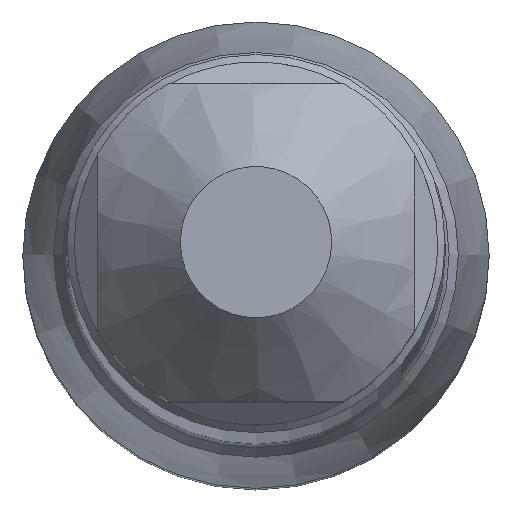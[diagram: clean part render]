
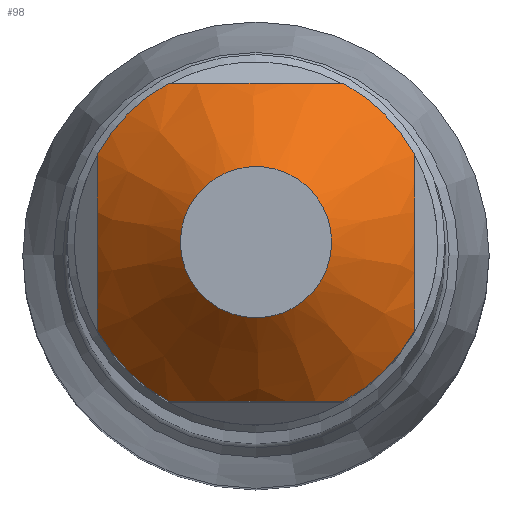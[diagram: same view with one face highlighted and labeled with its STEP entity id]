
A CAD part, top view. The second image highlights one B-rep face of the part: STEP entity #98.
In plain terms, the highlighted conical face has half-angle 45 degrees and reference radius 0.5 mm.
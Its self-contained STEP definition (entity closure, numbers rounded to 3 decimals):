
#98=ADVANCED_FACE('',(#126,#127),#120,.T.);
#120=CONICAL_SURFACE('',#378,0.5,45.);
#126=FACE_BOUND('',#146,.T.);
#127=FACE_BOUND('',#147,.T.);
#146=EDGE_LOOP('',(#178));
#147=EDGE_LOOP('',(#179,#180,#181,#182,#183,#184,#185,#186));
#178=ORIENTED_EDGE('',*,*,#275,.F.);
#179=ORIENTED_EDGE('',*,*,#276,.T.);
#180=ORIENTED_EDGE('',*,*,#277,.T.);
#181=ORIENTED_EDGE('',*,*,#278,.T.);
#182=ORIENTED_EDGE('',*,*,#279,.T.);
#183=ORIENTED_EDGE('',*,*,#280,.T.);
#184=ORIENTED_EDGE('',*,*,#281,.T.);
#185=ORIENTED_EDGE('',*,*,#282,.T.);
#186=ORIENTED_EDGE('',*,*,#283,.T.);
#248=VERTEX_POINT('',#546);
#249=VERTEX_POINT('',#548);
#250=VERTEX_POINT('',#549);
#251=VERTEX_POINT('',#554);
#252=VERTEX_POINT('',#556);
#253=VERTEX_POINT('',#561);
#254=VERTEX_POINT('',#563);
#255=VERTEX_POINT('',#568);
#256=VERTEX_POINT('',#570);
#275=EDGE_CURVE('',#248,#248,#310,.T.);
#276=EDGE_CURVE('',#249,#250,#311,.T.);
#277=EDGE_CURVE('',#250,#251,#334,.T.);
#278=EDGE_CURVE('',#251,#252,#312,.T.);
#279=EDGE_CURVE('',#252,#253,#335,.T.);
#280=EDGE_CURVE('',#253,#254,#313,.T.);
#281=EDGE_CURVE('',#254,#255,#336,.T.);
#282=EDGE_CURVE('',#255,#256,#314,.T.);
#283=EDGE_CURVE('',#256,#249,#337,.T.);
#310=CIRCLE('',#373,0.5);
#311=CIRCLE('',#374,1.2);
#312=CIRCLE('',#375,1.2);
#313=CIRCLE('',#376,1.2);
#314=CIRCLE('',#377,1.2);
#334=B_SPLINE_CURVE_WITH_KNOTS('',3,(#550,#551,#552,#553),.UNSPECIFIED.,
 .F.,.F.,(4,4),(0.,1.),.UNSPECIFIED.);
#335=B_SPLINE_CURVE_WITH_KNOTS('',3,(#557,#558,#559,#560),.UNSPECIFIED.,
 .F.,.F.,(4,4),(0.,1.),.UNSPECIFIED.);
#336=B_SPLINE_CURVE_WITH_KNOTS('',3,(#564,#565,#566,#567),.UNSPECIFIED.,
 .F.,.F.,(4,4),(0.,1.),.UNSPECIFIED.);
#337=B_SPLINE_CURVE_WITH_KNOTS('',3,(#571,#572,#573,#574),.UNSPECIFIED.,
 .F.,.F.,(4,4),(0.,1.),.UNSPECIFIED.);
#373=AXIS2_PLACEMENT_3D('',#545,#422,#423);
#374=AXIS2_PLACEMENT_3D('',#547,#424,#425);
#375=AXIS2_PLACEMENT_3D('',#555,#426,#427);
#376=AXIS2_PLACEMENT_3D('',#562,#428,#429);
#377=AXIS2_PLACEMENT_3D('',#569,#430,#431);
#378=AXIS2_PLACEMENT_3D('',#575,#432,#433);
#422=DIRECTION('',(0.,0.,1.));
#423=DIRECTION('',(1.,0.,0.));
#424=DIRECTION('',(0.,0.,1.));
#425=DIRECTION('',(-1.,0.,0.));
#426=DIRECTION('',(0.,0.,1.));
#427=DIRECTION('',(-1.,0.,0.));
#428=DIRECTION('',(0.,0.,1.));
#429=DIRECTION('',(-1.,0.,0.));
#430=DIRECTION('',(0.,0.,1.));
#431=DIRECTION('',(-1.,0.,0.));
#432=DIRECTION('',(0.,0.,-1.));
#433=DIRECTION('',(-1.,0.,0.));
#545=CARTESIAN_POINT('',(0.,0.,0.));
#546=CARTESIAN_POINT('',(0.5,0.,0.));
#547=CARTESIAN_POINT('',(0.,0.,-0.7));
#548=CARTESIAN_POINT('',(0.581,-1.05,-0.7));
#549=CARTESIAN_POINT('',(1.05,-0.581,-0.7));
#550=CARTESIAN_POINT('',(1.05,-0.581,-0.7));
#551=CARTESIAN_POINT('',(1.05,-0.218,-0.524));
#552=CARTESIAN_POINT('',(1.05,0.217,-0.524));
#553=CARTESIAN_POINT('',(1.05,0.581,-0.7));
#554=CARTESIAN_POINT('',(1.05,0.581,-0.7));
#555=CARTESIAN_POINT('',(0.,0.,-0.7));
#556=CARTESIAN_POINT('',(0.581,1.05,-0.7));
#557=CARTESIAN_POINT('',(0.581,1.05,-0.7));
#558=CARTESIAN_POINT('',(0.218,1.05,-0.524));
#559=CARTESIAN_POINT('',(-0.217,1.05,-0.524));
#560=CARTESIAN_POINT('',(-0.581,1.05,-0.7));
#561=CARTESIAN_POINT('',(-0.581,1.05,-0.7));
#562=CARTESIAN_POINT('',(0.,0.,-0.7));
#563=CARTESIAN_POINT('',(-1.05,0.581,-0.7));
#564=CARTESIAN_POINT('',(-1.05,0.581,-0.7));
#565=CARTESIAN_POINT('',(-1.05,0.217,-0.524));
#566=CARTESIAN_POINT('',(-1.05,-0.218,-0.524));
#567=CARTESIAN_POINT('',(-1.05,-0.581,-0.7));
#568=CARTESIAN_POINT('',(-1.05,-0.581,-0.7));
#569=CARTESIAN_POINT('',(0.,0.,-0.7));
#570=CARTESIAN_POINT('',(-0.581,-1.05,-0.7));
#571=CARTESIAN_POINT('',(-0.581,-1.05,-0.7));
#572=CARTESIAN_POINT('',(-0.217,-1.05,-0.524));
#573=CARTESIAN_POINT('',(0.218,-1.05,-0.524));
#574=CARTESIAN_POINT('',(0.581,-1.05,-0.7));
#575=CARTESIAN_POINT('',(0.,0.,0.));
